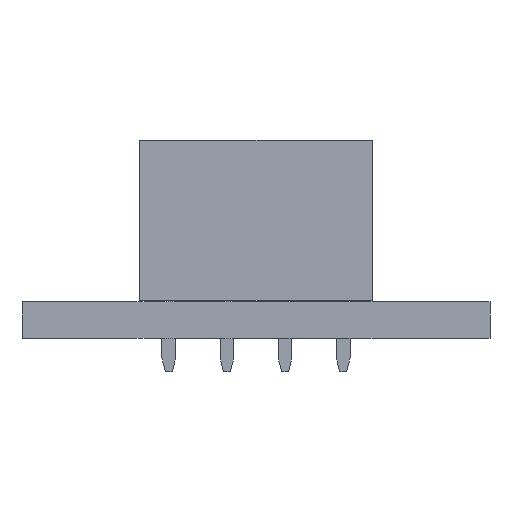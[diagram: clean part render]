
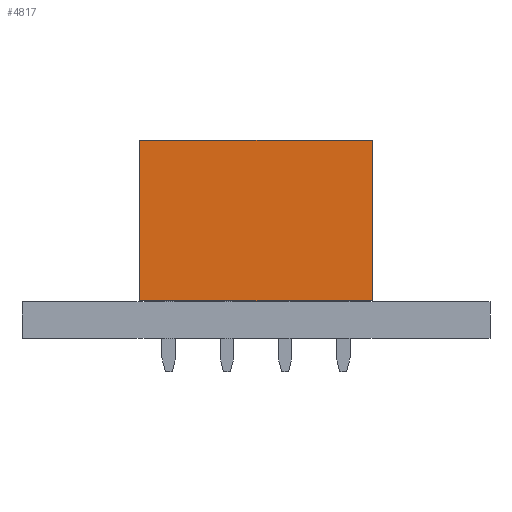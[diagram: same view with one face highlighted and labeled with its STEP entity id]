
A CAD part, left-side view. The second image highlights one B-rep face of the part: STEP entity #4817.
In plain terms, the highlighted face is planar.
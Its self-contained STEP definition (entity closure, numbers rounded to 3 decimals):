
#4817 = ADVANCED_FACE('',(#4818),#4832,.F.);
#4818 = FACE_BOUND('',#4819,.F.);
#4819 = EDGE_LOOP('',(#4820,#4855,#4883,#4911));
#4820 = ORIENTED_EDGE('',*,*,#4821,.T.);
#4821 = EDGE_CURVE('',#4822,#4824,#4826,.T.);
#4822 = VERTEX_POINT('',#4823);
#4823 = CARTESIAN_POINT('',(1.27,-8.89,0.));
#4824 = VERTEX_POINT('',#4825);
#4825 = CARTESIAN_POINT('',(1.27,-8.89,7.));
#4826 = SURFACE_CURVE('',#4827,(#4831,#4843),.PCURVE_S1.);
#4827 = LINE('',#4828,#4829);
#4828 = CARTESIAN_POINT('',(1.27,-8.89,0.));
#4829 = VECTOR('',#4830,1.);
#4830 = DIRECTION('',(0.,0.,1.));
#4831 = PCURVE('',#4832,#4837);
#4832 = PLANE('',#4833);
#4833 = AXIS2_PLACEMENT_3D('',#4834,#4835,#4836);
#4834 = CARTESIAN_POINT('',(1.27,-8.89,0.));
#4835 = DIRECTION('',(-1.,0.,0.));
#4836 = DIRECTION('',(0.,1.,0.));
#4837 = DEFINITIONAL_REPRESENTATION('',(#4838),#4842);
#4838 = LINE('',#4839,#4840);
#4839 = CARTESIAN_POINT('',(0.,0.));
#4840 = VECTOR('',#4841,1.);
#4841 = DIRECTION('',(0.,-1.));
#4842 = ( GEOMETRIC_REPRESENTATION_CONTEXT(2) 
PARAMETRIC_REPRESENTATION_CONTEXT() REPRESENTATION_CONTEXT('2D SPACE',''
  ) );
#4843 = PCURVE('',#4844,#4849);
#4844 = PLANE('',#4845);
#4845 = AXIS2_PLACEMENT_3D('',#4846,#4847,#4848);
#4846 = CARTESIAN_POINT('',(-1.27,-8.89,0.));
#4847 = DIRECTION('',(0.,1.,0.));
#4848 = DIRECTION('',(1.,0.,0.));
#4849 = DEFINITIONAL_REPRESENTATION('',(#4850),#4854);
#4850 = LINE('',#4851,#4852);
#4851 = CARTESIAN_POINT('',(2.54,0.));
#4852 = VECTOR('',#4853,1.);
#4853 = DIRECTION('',(0.,-1.));
#4854 = ( GEOMETRIC_REPRESENTATION_CONTEXT(2) 
PARAMETRIC_REPRESENTATION_CONTEXT() REPRESENTATION_CONTEXT('2D SPACE',''
  ) );
#4855 = ORIENTED_EDGE('',*,*,#4856,.T.);
#4856 = EDGE_CURVE('',#4824,#4857,#4859,.T.);
#4857 = VERTEX_POINT('',#4858);
#4858 = CARTESIAN_POINT('',(1.27,1.27,7.));
#4859 = SURFACE_CURVE('',#4860,(#4864,#4871),.PCURVE_S1.);
#4860 = LINE('',#4861,#4862);
#4861 = CARTESIAN_POINT('',(1.27,-8.89,7.));
#4862 = VECTOR('',#4863,1.);
#4863 = DIRECTION('',(0.,1.,0.));
#4864 = PCURVE('',#4832,#4865);
#4865 = DEFINITIONAL_REPRESENTATION('',(#4866),#4870);
#4866 = LINE('',#4867,#4868);
#4867 = CARTESIAN_POINT('',(0.,-7.));
#4868 = VECTOR('',#4869,1.);
#4869 = DIRECTION('',(1.,0.));
#4870 = ( GEOMETRIC_REPRESENTATION_CONTEXT(2) 
PARAMETRIC_REPRESENTATION_CONTEXT() REPRESENTATION_CONTEXT('2D SPACE',''
  ) );
#4871 = PCURVE('',#4872,#4877);
#4872 = PLANE('',#4873);
#4873 = AXIS2_PLACEMENT_3D('',#4874,#4875,#4876);
#4874 = CARTESIAN_POINT('',(1.27,-8.89,7.));
#4875 = DIRECTION('',(0.,0.,-1.));
#4876 = DIRECTION('',(0.,-1.,0.));
#4877 = DEFINITIONAL_REPRESENTATION('',(#4878),#4882);
#4878 = LINE('',#4879,#4880);
#4879 = CARTESIAN_POINT('',(0.,0.));
#4880 = VECTOR('',#4881,1.);
#4881 = DIRECTION('',(-1.,0.));
#4882 = ( GEOMETRIC_REPRESENTATION_CONTEXT(2) 
PARAMETRIC_REPRESENTATION_CONTEXT() REPRESENTATION_CONTEXT('2D SPACE',''
  ) );
#4883 = ORIENTED_EDGE('',*,*,#4884,.F.);
#4884 = EDGE_CURVE('',#4885,#4857,#4887,.T.);
#4885 = VERTEX_POINT('',#4886);
#4886 = CARTESIAN_POINT('',(1.27,1.27,0.));
#4887 = SURFACE_CURVE('',#4888,(#4892,#4899),.PCURVE_S1.);
#4888 = LINE('',#4889,#4890);
#4889 = CARTESIAN_POINT('',(1.27,1.27,0.));
#4890 = VECTOR('',#4891,1.);
#4891 = DIRECTION('',(0.,0.,1.));
#4892 = PCURVE('',#4832,#4893);
#4893 = DEFINITIONAL_REPRESENTATION('',(#4894),#4898);
#4894 = LINE('',#4895,#4896);
#4895 = CARTESIAN_POINT('',(10.16,0.));
#4896 = VECTOR('',#4897,1.);
#4897 = DIRECTION('',(0.,-1.));
#4898 = ( GEOMETRIC_REPRESENTATION_CONTEXT(2) 
PARAMETRIC_REPRESENTATION_CONTEXT() REPRESENTATION_CONTEXT('2D SPACE',''
  ) );
#4899 = PCURVE('',#4900,#4905);
#4900 = PLANE('',#4901);
#4901 = AXIS2_PLACEMENT_3D('',#4902,#4903,#4904);
#4902 = CARTESIAN_POINT('',(1.27,1.27,0.));
#4903 = DIRECTION('',(0.,-1.,0.));
#4904 = DIRECTION('',(-1.,0.,0.));
#4905 = DEFINITIONAL_REPRESENTATION('',(#4906),#4910);
#4906 = LINE('',#4907,#4908);
#4907 = CARTESIAN_POINT('',(0.,0.));
#4908 = VECTOR('',#4909,1.);
#4909 = DIRECTION('',(0.,-1.));
#4910 = ( GEOMETRIC_REPRESENTATION_CONTEXT(2) 
PARAMETRIC_REPRESENTATION_CONTEXT() REPRESENTATION_CONTEXT('2D SPACE',''
  ) );
#4911 = ORIENTED_EDGE('',*,*,#4912,.F.);
#4912 = EDGE_CURVE('',#4822,#4885,#4913,.T.);
#4913 = SURFACE_CURVE('',#4914,(#4918,#4925),.PCURVE_S1.);
#4914 = LINE('',#4915,#4916);
#4915 = CARTESIAN_POINT('',(1.27,-8.89,0.));
#4916 = VECTOR('',#4917,1.);
#4917 = DIRECTION('',(0.,1.,0.));
#4918 = PCURVE('',#4832,#4919);
#4919 = DEFINITIONAL_REPRESENTATION('',(#4920),#4924);
#4920 = LINE('',#4921,#4922);
#4921 = CARTESIAN_POINT('',(0.,0.));
#4922 = VECTOR('',#4923,1.);
#4923 = DIRECTION('',(1.,0.));
#4924 = ( GEOMETRIC_REPRESENTATION_CONTEXT(2) 
PARAMETRIC_REPRESENTATION_CONTEXT() REPRESENTATION_CONTEXT('2D SPACE',''
  ) );
#4925 = PCURVE('',#4926,#4931);
#4926 = PLANE('',#4927);
#4927 = AXIS2_PLACEMENT_3D('',#4928,#4929,#4930);
#4928 = CARTESIAN_POINT('',(1.27,-8.89,0.));
#4929 = DIRECTION('',(0.,0.,-1.));
#4930 = DIRECTION('',(0.,-1.,0.));
#4931 = DEFINITIONAL_REPRESENTATION('',(#4932),#4936);
#4932 = LINE('',#4933,#4934);
#4933 = CARTESIAN_POINT('',(0.,0.));
#4934 = VECTOR('',#4935,1.);
#4935 = DIRECTION('',(-1.,0.));
#4936 = ( GEOMETRIC_REPRESENTATION_CONTEXT(2) 
PARAMETRIC_REPRESENTATION_CONTEXT() REPRESENTATION_CONTEXT('2D SPACE',''
  ) );
